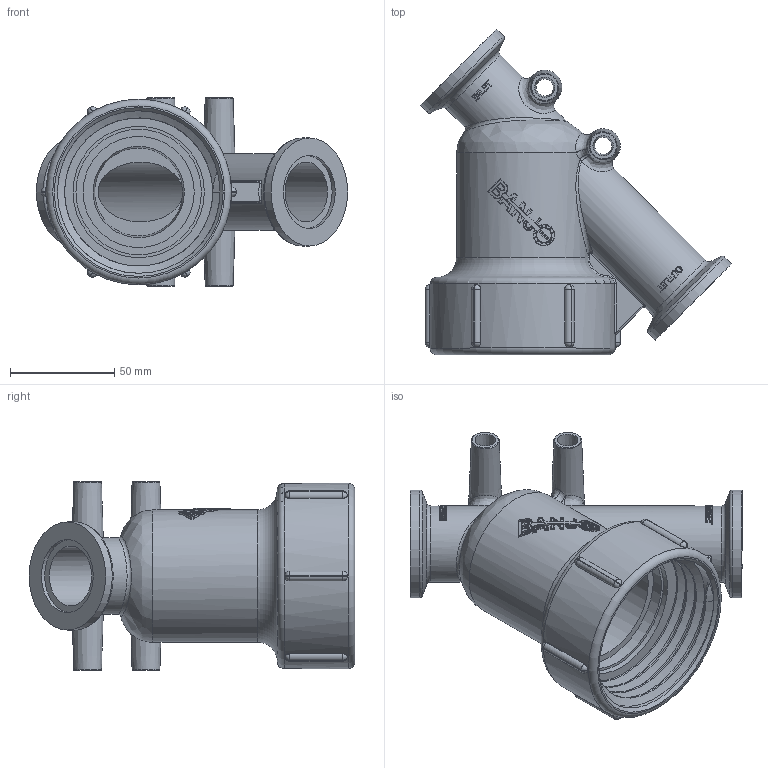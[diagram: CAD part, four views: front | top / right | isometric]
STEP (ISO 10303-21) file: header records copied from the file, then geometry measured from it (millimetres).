
FILE_DESCRIPTION(/* description */ ('1" MNFLD LINE STRAINER BODY'),/* implementation_level */ '2;1');
FILE_NAME(/* name */ 'MLS100B.stp',/* time_stamp */ '2015-03-06T15:55:43-05:00',/* author */ ('mclevenger'),/* organization */ (''),/* preprocessor_version */ 'ST-DEVELOPER v15.6',/* originating_system */ 'Autodesk Inventor 2015',/* authorisation */ '');
FILE_SCHEMA (('AUTOMOTIVE_DESIGN { 1 0 10303 214 3 1 1 }'));
Length unit declared in the file: inch
Products named in the file (1): MLS100B
Bounding box: 149.25 x 156.21 x 90.49 mm (x, y, z)
Volume: 240705.2 mm3; surface area: 94187 mm2
Topology: 1 solids, 1 shells, 676 faces, 1725 edges, 1108 vertices
Faces by surface type: plane 391, cylinder 153, bspline 82, sphere 22, torus 14, cone 14
Full cylindrical faces by diameter (mm): 28.702 x2, 35.052 x2, 36.576 x2, 51.816 x2, 53.34 x1, 60.223 x1, 62.992 x1, 88.9 x1
Entity records: 24539 total; most frequent: CARTESIAN_POINT 8483, ORIENTED_EDGE 3354, DIRECTION 3291, EDGE_CURVE 1677, AXIS2_PLACEMENT_3D 1282, VERTEX_POINT 1096, EDGE_LOOP 777, LINE 727
